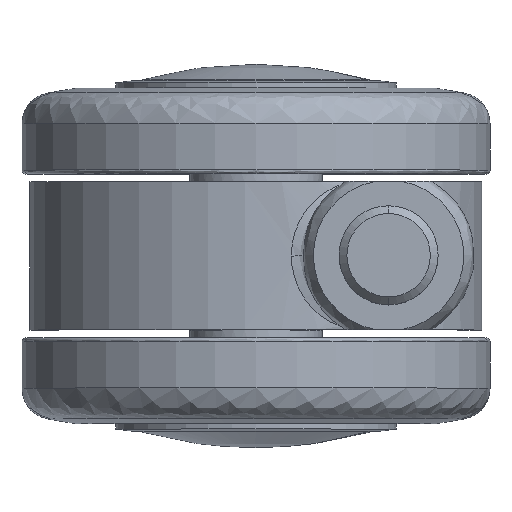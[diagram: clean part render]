
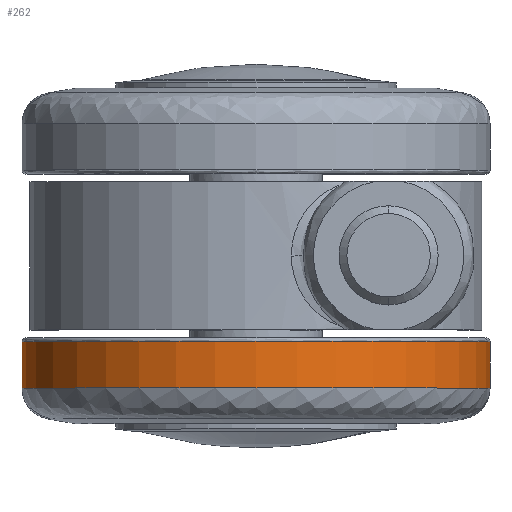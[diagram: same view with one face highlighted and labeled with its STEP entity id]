
A CAD part, top view. The second image highlights one B-rep face of the part: STEP entity #262.
In plain terms, the highlighted cylindrical face has radius 30 mm (diameter 60 mm), a partial arc.
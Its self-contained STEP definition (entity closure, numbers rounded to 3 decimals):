
#262=ADVANCED_FACE('',(#1358),#1357,.T.);
#1357=CYLINDRICAL_SURFACE('',#3949,30.);
#1358=FACE_OUTER_BOUND('',#3950,.T.);
#3946=CARTESIAN_POINT('',(0.,0.,5.478));
#3947=DIRECTION('',(0.,0.,-1.));
#3948=DIRECTION('',(1.,0.,0.));
#3949=AXIS2_PLACEMENT_3D('',#3946,#3947,#3948);
#3950=EDGE_LOOP('',(#4894,#4895,#4896,#4897));
#4894=ORIENTED_EDGE('',*,*,#5357,.T.);
#4895=ORIENTED_EDGE('',*,*,#5354,.T.);
#4896=ORIENTED_EDGE('',*,*,#5353,.T.);
#4897=ORIENTED_EDGE('',*,*,#5356,.F.);
#5353=EDGE_CURVE('',#7169,#7168,#7188,.T.);
#5354=EDGE_CURVE('',#7194,#7169,#7195,.T.);
#5356=EDGE_CURVE('',#7201,#7168,#7208,.T.);
#5357=EDGE_CURVE('',#7201,#7194,#7214,.T.);
#7168=VERTEX_POINT('',#9195);
#7169=VERTEX_POINT('',#9196);
#7188=CIRCLE('',#9211,30.);
#7194=VERTEX_POINT('',#9212);
#7195=(BOUNDED_CURVE() B_SPLINE_CURVE(1,(#9213,#9214),.UNSPECIFIED.,.F.,.F.) B_SPLINE_CURVE_WITH_KNOTS((2,2),(0.083,0.917),.UNSPECIFIED.) CURVE() GEOMETRIC_REPRESENTATION_ITEM() RATIONAL_B_SPLINE_CURVE((1.,1.)) REPRESENTATION_ITEM('') );
#7201=VERTEX_POINT('',#9215);
#7208=(BOUNDED_CURVE() B_SPLINE_CURVE(1,(#9220,#9221),.UNSPECIFIED.,.F.,.F.) B_SPLINE_CURVE_WITH_KNOTS((2,2),(0.083,0.917),.UNSPECIFIED.) CURVE() GEOMETRIC_REPRESENTATION_ITEM() RATIONAL_B_SPLINE_CURVE((0.75,0.75)) REPRESENTATION_ITEM('') );
#7214=CIRCLE('',#9225,30.);
#9195=CARTESIAN_POINT('',(-30.,0.,2.5));
#9196=CARTESIAN_POINT('',(30.,0.,2.5));
#9208=CARTESIAN_POINT('',(0.,0.,2.5));
#9209=DIRECTION('',(0.,0.,1.));
#9210=DIRECTION('',(1.,0.,0.));
#9211=AXIS2_PLACEMENT_3D('',#9208,#9209,#9210);
#9212=CARTESIAN_POINT('',(30.,0.,8.456));
#9213=CARTESIAN_POINT('',(30.,0.,8.456));
#9214=CARTESIAN_POINT('',(30.,0.,2.5));
#9215=CARTESIAN_POINT('',(-30.,0.,8.456));
#9220=CARTESIAN_POINT('',(-30.,0.,8.456));
#9221=CARTESIAN_POINT('',(-30.,0.,2.5));
#9222=CARTESIAN_POINT('',(0.,0.,8.456));
#9223=DIRECTION('',(0.,0.,-1.));
#9224=DIRECTION('',(-1.,0.,0.));
#9225=AXIS2_PLACEMENT_3D('',#9222,#9223,#9224);
